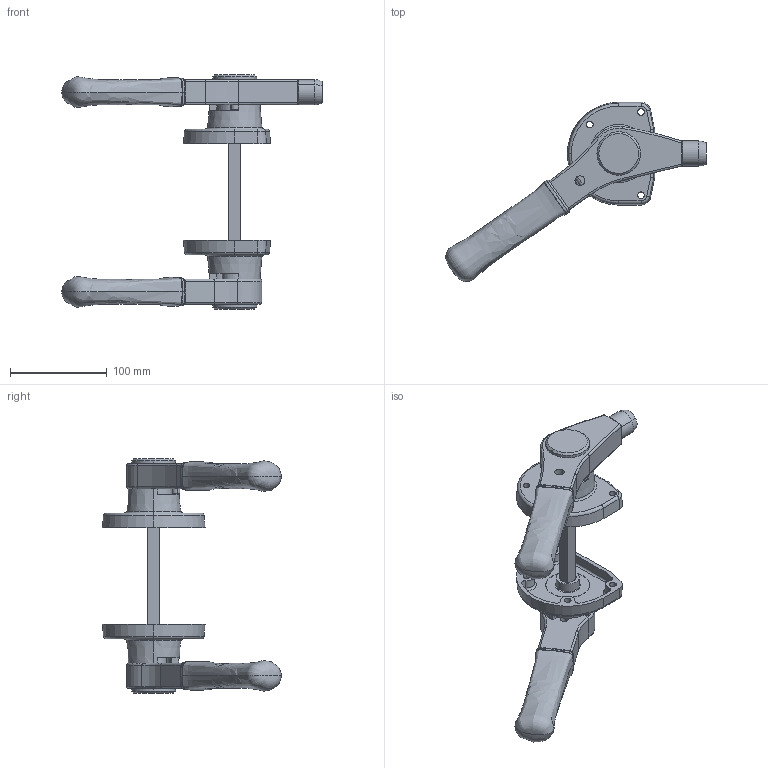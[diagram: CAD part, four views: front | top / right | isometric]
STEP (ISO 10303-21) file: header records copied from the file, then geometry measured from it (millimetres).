
FILE_DESCRIPTION (( 'STEP AP203' ), '1' );
FILE_NAME ('FA-836-W-1-L_Œö.STEP', '2007-01-30T02:38:49', ( ' ' ), ( ' ' ), 'SwSTEP 2.0', 'SolidWorks 2006004', '' );
FILE_SCHEMA (( 'CONFIG_CONTROL_DESIGN' ));
Length unit declared in the file: millimetre
Products named in the file (13): FA-836-1僗僩僢僷乕僺儞_棉太倌; FA-836-1儘乕儔乕_棉太倌; FA-836-1表ハンドル_ﾃﾞﾌｫﾙﾄ; FA-836-1僌儕僢僾_棉太倌; FA-836-W-1-L_公; FA-836-1戜嵗L_棉太倌; FA-836-1儘乕儔乕懁僴儞僪儖L_棉太倌; FA-836-1儘乕儔乕幉_棉太倌; FA-836-1M24僫僢僩_棉太倌; 連結シャフト_ﾃﾞﾌｫﾙﾄ; FA-836-1戜嵗R_棉太倌; FA-836-1夞揮幉_棉太倌; FA-836-1庢庤_棉太倌
Assembly tree (15 placements, depth 2):
  FA-836-W-1-L_公
    FA-836-1庢庤_棉太倌  x2
    FA-836-1M24僫僢僩_棉太倌
    FA-836-1儘乕儔乕懁僴儞僪儖L_棉太倌
    FA-836-1表ハンドル_ﾃﾞﾌｫﾙﾄ
    FA-836-1儘乕儔乕幉_棉太倌
    FA-836-1夞揮幉_棉太倌  x2
    FA-836-1僌儕僢僾_棉太倌  x2
    連結シャフト_ﾃﾞﾌｫﾙﾄ
    FA-836-1僗僩僢僷乕僺儞_棉太倌
    FA-836-1儘乕儔乕_棉太倌
    FA-836-1戜嵗R_棉太倌
    FA-836-1戜嵗L_棉太倌
Bounding box: 268.65 x 185 x 242 mm (x, y, z)
Volume: 733565.5 mm3; surface area: 216348.2 mm2
Topology: 15 solids, 15 shells, 428 faces, 1048 edges, 657 vertices
Faces by surface type: cylinder 136, plane 112, cone 88, torus 72, bspline 20
Entity records: 28584 total; most frequent: CARTESIAN_POINT 18146, DIRECTION 2086, ORIENTED_EDGE 1776, EDGE_CURVE 888, AXIS2_PLACEMENT_3D 878, VERTEX_POINT 559, CIRCLE 501, EDGE_LOOP 417
